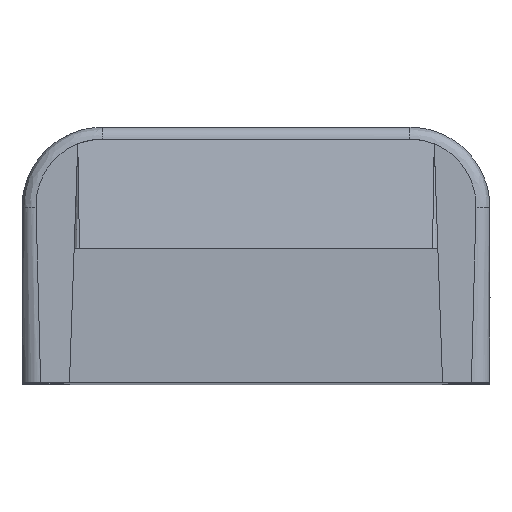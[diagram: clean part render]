
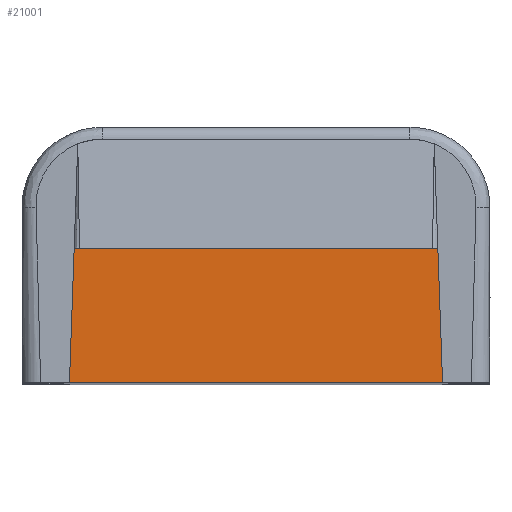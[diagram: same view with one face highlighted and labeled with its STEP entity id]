
A CAD part, top view. The second image highlights one B-rep face of the part: STEP entity #21001.
In plain terms, the highlighted planar face has unit normal (0, 0, 1).
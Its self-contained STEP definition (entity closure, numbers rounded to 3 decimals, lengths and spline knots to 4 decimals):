
#406=PLANE('',#22287);
#1582=LINE('',#30254,#3683);
#1643=LINE('',#31846,#3744);
#1656=LINE('',#32822,#3757);
#1657=LINE('',#32824,#3758);
#3683=VECTOR('',#24157,1.7715);
#3744=VECTOR('',#24354,1.7272);
#3757=VECTOR('',#24381,0.6354);
#3758=VECTOR('',#24384,0.6354);
#6195=FACE_OUTER_BOUND('',#7444,.T.);
#7444=EDGE_LOOP('',(#15034,#15035,#15036,#15037));
#9391=VERTEX_POINT('',#30251);
#9392=VERTEX_POINT('',#30253);
#9478=VERTEX_POINT('',#31844);
#9479=VERTEX_POINT('',#31845);
#11505=EDGE_CURVE('',#9392,#9391,#1582,.T.);
#11642=EDGE_CURVE('',#9478,#9479,#1643,.T.);
#11666=EDGE_CURVE('',#9479,#9392,#1656,.T.);
#11667=EDGE_CURVE('',#9391,#9478,#1657,.T.);
#15034=ORIENTED_EDGE('',*,*,#11505,.T.);
#15035=ORIENTED_EDGE('',*,*,#11667,.T.);
#15036=ORIENTED_EDGE('',*,*,#11642,.T.);
#15037=ORIENTED_EDGE('',*,*,#11666,.T.);
#21001=ADVANCED_FACE('',(#6195),#406,.T.);
#22287=AXIS2_PLACEMENT_3D('',#32823,#24382,#24383);
#24157=DIRECTION('',(1.,0.,0.));
#24354=DIRECTION('',(-1.,0.,0.));
#24381=DIRECTION('',(-0.035,-0.999,0.));
#24382=DIRECTION('center_axis',(0.,0.,1.));
#24383=DIRECTION('ref_axis',(1.,0.,0.));
#24384=DIRECTION('',(-0.035,0.999,0.));
#30251=CARTESIAN_POINT('',(0.,0.,0.));
#30253=CARTESIAN_POINT('',(-1.7715,0.,0.));
#30254=CARTESIAN_POINT('',(-1.7715,0.,0.));
#31844=CARTESIAN_POINT('',(-0.0222,0.635,0.));
#31845=CARTESIAN_POINT('',(-1.7494,0.635,0.));
#31846=CARTESIAN_POINT('',(-0.0222,0.635,0.));
#32822=CARTESIAN_POINT('',(-1.7494,0.635,0.));
#32823=CARTESIAN_POINT('Origin',(-0.0222,0.635,0.));
#32824=CARTESIAN_POINT('',(0.,0.,0.));
